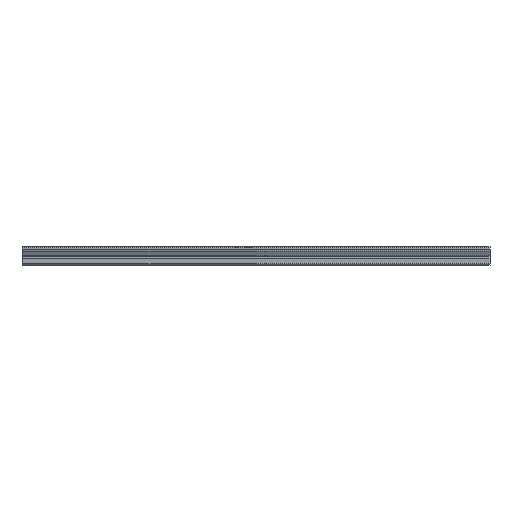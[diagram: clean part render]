
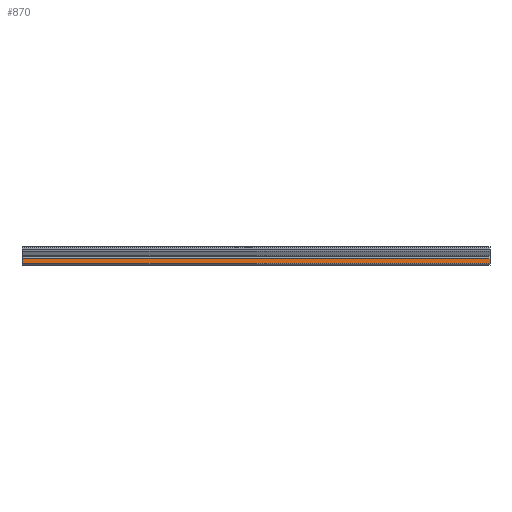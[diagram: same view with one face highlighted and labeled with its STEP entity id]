
A CAD part, top view. The second image highlights one B-rep face of the part: STEP entity #870.
In plain terms, the highlighted planar face has unit normal (0, 0, 1).
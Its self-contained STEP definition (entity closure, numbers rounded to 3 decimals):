
#4 = ORIENTED_EDGE ( 'NONE', *, *, #1228, .F. ) ;
#27 = DIRECTION ( 'NONE',  ( 1., 0., 0. ) ) ;
#91 = VERTEX_POINT ( 'NONE', #788 ) ;
#119 = DIRECTION ( 'NONE',  ( 1., 0., 0. ) ) ;
#203 = LINE ( 'NONE', #1617, #329 ) ;
#210 = VERTEX_POINT ( 'NONE', #1677 ) ;
#227 = LINE ( 'NONE', #1121, #2034 ) ;
#329 = VECTOR ( 'NONE', #27, 1000. ) ;
#493 = ORIENTED_EDGE ( 'NONE', *, *, #1576, .F. ) ;
#570 = EDGE_CURVE ( 'NONE', #1939, #91, #227, .T. ) ;
#620 = DIRECTION ( 'NONE',  ( 0., -1., 0. ) ) ;
#642 = CARTESIAN_POINT ( 'NONE',  ( 670., 2.05, 17. ) ) ;
#647 = VERTEX_POINT ( 'NONE', #1818 ) ;
#695 = PLANE ( 'NONE',  #850 ) ;
#708 = CARTESIAN_POINT ( 'NONE',  ( 670., 9.85, 17. ) ) ;
#709 = EDGE_CURVE ( 'NONE', #91, #647, #1710, .T. ) ;
#735 = FACE_OUTER_BOUND ( 'NONE', #1696, .T. ) ;
#788 = CARTESIAN_POINT ( 'NONE',  ( -30., 2.05, 17. ) ) ;
#800 = CARTESIAN_POINT ( 'NONE',  ( 670., 21.19, 17. ) ) ;
#850 = AXIS2_PLACEMENT_3D ( 'NONE', #708, #1947, #2125 ) ;
#870 = ADVANCED_FACE ( 'NONE', ( #735 ), #695, .F. ) ;
#902 = CARTESIAN_POINT ( 'NONE',  ( -30., 9.85, 17. ) ) ;
#1002 = VECTOR ( 'NONE', #620, 1000. ) ;
#1121 = CARTESIAN_POINT ( 'NONE',  ( -30., 21.19, 17. ) ) ;
#1228 = EDGE_CURVE ( 'NONE', #210, #647, #2199, .T. ) ;
#1390 = ORIENTED_EDGE ( 'NONE', *, *, #709, .T. ) ;
#1553 = VECTOR ( 'NONE', #119, 1000. ) ;
#1576 = EDGE_CURVE ( 'NONE', #1939, #210, #203, .T. ) ;
#1617 = CARTESIAN_POINT ( 'NONE',  ( 670., 9.85, 17. ) ) ;
#1677 = CARTESIAN_POINT ( 'NONE',  ( 670., 9.85, 17. ) ) ;
#1696 = EDGE_LOOP ( 'NONE', ( #1390, #4, #493, #1971 ) ) ;
#1710 = LINE ( 'NONE', #642, #1553 ) ;
#1818 = CARTESIAN_POINT ( 'NONE',  ( 670., 2.05, 17. ) ) ;
#1866 = DIRECTION ( 'NONE',  ( 0., -1., 0. ) ) ;
#1939 = VERTEX_POINT ( 'NONE', #902 ) ;
#1947 = DIRECTION ( 'NONE',  ( 0., 0., -1. ) ) ;
#1971 = ORIENTED_EDGE ( 'NONE', *, *, #570, .T. ) ;
#2034 = VECTOR ( 'NONE', #1866, 1000. ) ;
#2125 = DIRECTION ( 'NONE',  ( -1., 0., 0. ) ) ;
#2199 = LINE ( 'NONE', #800, #1002 ) ;
